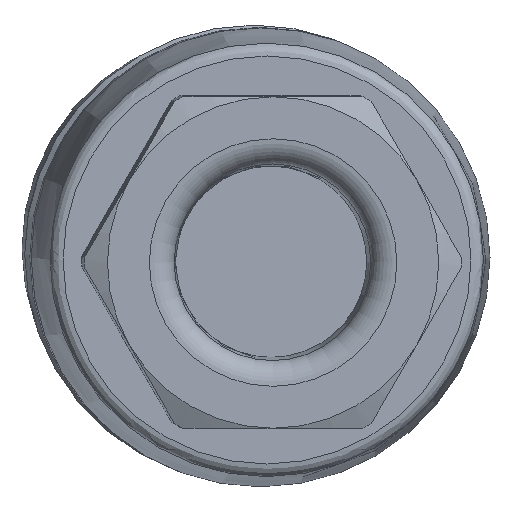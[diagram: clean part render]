
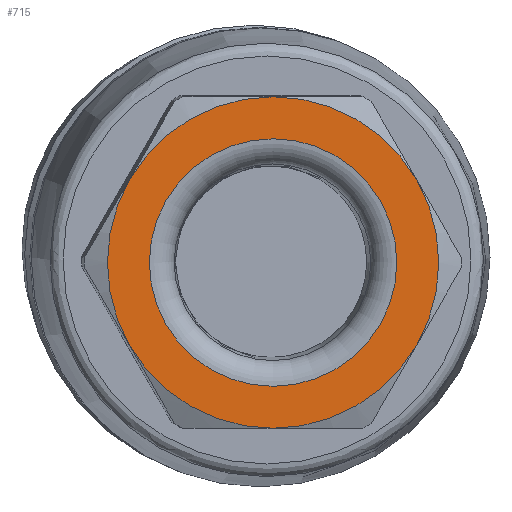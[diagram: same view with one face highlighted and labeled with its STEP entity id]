
A CAD part, front view. The second image highlights one B-rep face of the part: STEP entity #715.
In plain terms, the highlighted planar face has unit normal (0.025, -1, -0.011).
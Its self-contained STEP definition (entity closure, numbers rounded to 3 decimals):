
#715=ADVANCED_FACE('',(#917,#918),#840,.F.);
#840=PLANE('',#2275);
#917=FACE_BOUND('',#1070,.T.);
#918=FACE_BOUND('',#1071,.T.);
#1070=EDGE_LOOP('',(#1313));
#1071=EDGE_LOOP('',(#1314,#1315,#1316,#1317,#1318,#1319));
#1313=ORIENTED_EDGE('',*,*,#1891,.T.);
#1314=ORIENTED_EDGE('',*,*,#1892,.F.);
#1315=ORIENTED_EDGE('',*,*,#1893,.F.);
#1316=ORIENTED_EDGE('',*,*,#1894,.F.);
#1317=ORIENTED_EDGE('',*,*,#1895,.F.);
#1318=ORIENTED_EDGE('',*,*,#1896,.F.);
#1319=ORIENTED_EDGE('',*,*,#1897,.F.);
#1720=VERTEX_POINT('',#3212);
#1721=VERTEX_POINT('',#3214);
#1722=VERTEX_POINT('',#3215);
#1723=VERTEX_POINT('',#3217);
#1724=VERTEX_POINT('',#3219);
#1725=VERTEX_POINT('',#3221);
#1726=VERTEX_POINT('',#3223);
#1891=EDGE_CURVE('',#1720,#1720,#2101,.T.);
#1892=EDGE_CURVE('',#1721,#1722,#2102,.T.);
#1893=EDGE_CURVE('',#1723,#1721,#2103,.T.);
#1894=EDGE_CURVE('',#1724,#1723,#2104,.T.);
#1895=EDGE_CURVE('',#1725,#1724,#2105,.T.);
#1896=EDGE_CURVE('',#1726,#1725,#2106,.T.);
#1897=EDGE_CURVE('',#1722,#1726,#2107,.T.);
#2101=CIRCLE('',#2268,4.854);
#2102=CIRCLE('',#2269,6.5);
#2103=CIRCLE('',#2270,6.5);
#2104=CIRCLE('',#2271,6.5);
#2105=CIRCLE('',#2272,6.5);
#2106=CIRCLE('',#2273,6.5);
#2107=CIRCLE('',#2274,6.5);
#2268=AXIS2_PLACEMENT_3D('',#3211,#2587,#2588);
#2269=AXIS2_PLACEMENT_3D('',#3213,#2589,#2590);
#2270=AXIS2_PLACEMENT_3D('',#3216,#2591,#2592);
#2271=AXIS2_PLACEMENT_3D('',#3218,#2593,#2594);
#2272=AXIS2_PLACEMENT_3D('',#3220,#2595,#2596);
#2273=AXIS2_PLACEMENT_3D('',#3222,#2597,#2598);
#2274=AXIS2_PLACEMENT_3D('',#3224,#2599,#2600);
#2275=AXIS2_PLACEMENT_3D('',#3225,#2601,#2602);
#2587=DIRECTION('',(-0.025,1.,0.01));
#2588=DIRECTION('',(1.,0.025,0.));
#2589=DIRECTION('',(-0.025,1.,0.01));
#2590=DIRECTION('',(0.,-0.01,1.));
#2591=DIRECTION('',(-0.025,1.,0.01));
#2592=DIRECTION('',(0.,-0.01,1.));
#2593=DIRECTION('',(-0.025,1.,0.01));
#2594=DIRECTION('',(0.,-0.01,1.));
#2595=DIRECTION('',(-0.025,1.,0.01));
#2596=DIRECTION('',(0.,-0.01,1.));
#2597=DIRECTION('',(-0.025,1.,0.01));
#2598=DIRECTION('',(0.,-0.01,1.));
#2599=DIRECTION('',(-0.025,1.,0.01));
#2600=DIRECTION('',(0.,-0.01,1.));
#2601=DIRECTION('',(-0.025,1.,0.01));
#2602=DIRECTION('',(1.,0.025,0.));
#3211=CARTESIAN_POINT('',(24.109,-73.413,-0.875));
#3212=CARTESIAN_POINT('',(28.961,-73.29,-0.875));
#3213=CARTESIAN_POINT('',(24.109,-73.413,-0.875));
#3214=CARTESIAN_POINT('',(29.736,-73.305,2.376));
#3215=CARTESIAN_POINT('',(29.735,-73.237,-4.125));
#3216=CARTESIAN_POINT('',(24.109,-73.413,-0.875));
#3217=CARTESIAN_POINT('',(24.109,-73.481,5.624));
#3218=CARTESIAN_POINT('',(24.109,-73.413,-0.875));
#3219=CARTESIAN_POINT('',(18.482,-73.589,2.374));
#3220=CARTESIAN_POINT('',(24.109,-73.413,-0.875));
#3221=CARTESIAN_POINT('',(18.481,-73.521,-4.126));
#3222=CARTESIAN_POINT('',(24.109,-73.413,-0.875));
#3223=CARTESIAN_POINT('',(24.107,-73.345,-7.375));
#3224=CARTESIAN_POINT('',(24.109,-73.413,-0.875));
#3225=CARTESIAN_POINT('',(12.855,-73.766,5.622));
